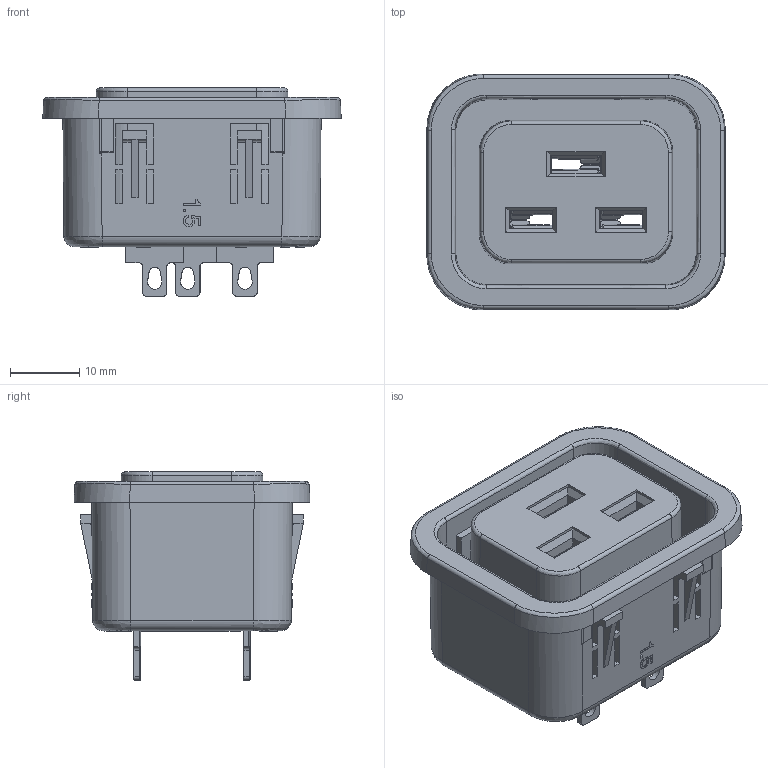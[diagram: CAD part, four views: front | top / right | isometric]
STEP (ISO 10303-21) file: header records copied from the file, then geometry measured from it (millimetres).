
FILE_DESCRIPTION(('Creo Elements/Direct Modeling STEP Export'),'2;1');
FILE_NAME('83031030_R11_Sheet-J_SI-1.5_Solder_Assy_1-20-17.stp','2017-01-20T15:46:09',(''),(''),'PTC Creo Elements/Direct Modeling STEP processor for AP214 (Solid Model)','PTC Creo Elements/Direct Modeling 19.0D 23-Nov-2015 (C) Parametric Technology GmbH','');
FILE_SCHEMA(('AUTOMOTIVE_DESIGN { 1 0 10303 214 1 1 1 1 }'));
Length unit declared in the file: millimetre
Products named in the file (6): 55020630_R9_Sheet-J_Solder-Tab_2-28-16.2; 55020630_R9_Sheet-J_Solder-Contact_Assy_2-28-16; 68024180_R9_Hsng_Sheet-J_SI-1.5_Solder-Outlet_1-20-17; Part-Number-Insert_83031030; 83031030_R11_Sheet-J_SI-1.5_Solder_Assy_1-20-17
Assembly tree (7 placements, depth 3):
  83031030_R11_Sheet-J_SI-1.5_Solder_Assy_1-20-17
    68024180_R9_Hsng_Sheet-J_SI-1.5_Solder-Outlet_1-20-17
      Part-Number-Insert_83031030
      68024180_R9_Hsng_Sheet-J_SI-1.5_Solder-Outlet_1-20-17
    55020630_R9_Sheet-J_Solder-Contact_Assy_2-28-16
      55020630_R9_Sheet-J_Solder-Tab_2-28-16.2  x3
Bounding box: 43 x 34 x 30 mm (x, y, z)
Volume: 11186 mm3; surface area: 15736.7 mm2
Topology: 5 solids, 5 shells, 1730 faces, 4785 edges, 3149 vertices
Faces by surface type: plane 1218, cylinder 459, extrusion 37, bspline 16
Entity records: 49459 total; most frequent: CARTESIAN_POINT 10795, ORIENTED_EDGE 8306, DIRECTION 7418, EDGE_CURVE 4153, VECTOR 3288, LINE 3251, VERTEX_POINT 2729, AXIS2_PLACEMENT_3D 2065
